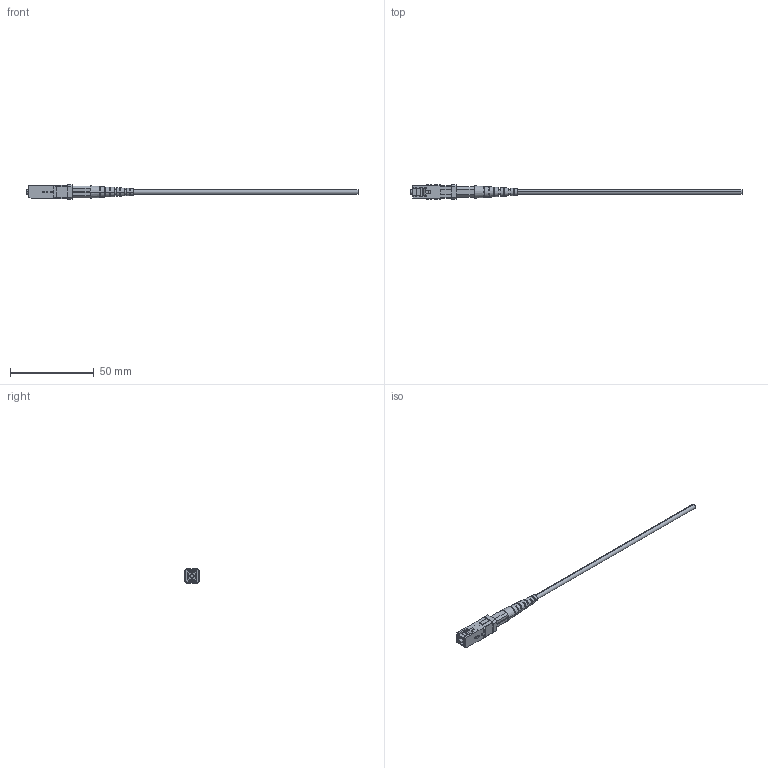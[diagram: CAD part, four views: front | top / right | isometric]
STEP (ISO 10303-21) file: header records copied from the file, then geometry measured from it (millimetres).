
FILE_DESCRIPTION (( 'STEP AP214' ), '1' );
FILE_NAME ('FPT3OM1-SC.STEP', '2012-11-06T16:49:25', ( 'x' ), ( '' ), 'SwSTEP 2.0', 'SolidWorks 2012', '' );
FILE_SCHEMA (( 'AUTOMOTIVE_DESIGN' ));
Length unit declared in the file: inch
Products named in the file (7): CONN-95-200-08-BP3B; CONN-95-200-08-BP3B MA3; CONN-95-200-08-BP3B MA4; CONN-95-200-08-BP3B MA1; CONN-95-200-08-BP3B MA2; 1AL06-096; FPT3OM1-SC
Assembly tree (6 placements, depth 3):
  FPT3OM1-SC
    1AL06-096
    CONN-95-200-08-BP3B
      CONN-95-200-08-BP3B MA2
      CONN-95-200-08-BP3B MA1
      CONN-95-200-08-BP3B MA4
      CONN-95-200-08-BP3B MA3
Bounding box: 197.66 x 8.89 x 8.89 mm (x, y, z)
Volume: 2659.1 mm3; surface area: 5259.2 mm2
Topology: 5 solids, 5 shells, 274 faces, 793 edges, 520 vertices
Faces by surface type: plane 240, cylinder 26, cone 6, torus 2
Entity records: 10707 total; most frequent: CARTESIAN_POINT 1979, ORIENTED_EDGE 1586, DIRECTION 1457, EDGE_CURVE 793, LINE 573, VECTOR 573, VERTEX_POINT 520, AXIS2_PLACEMENT_3D 442
